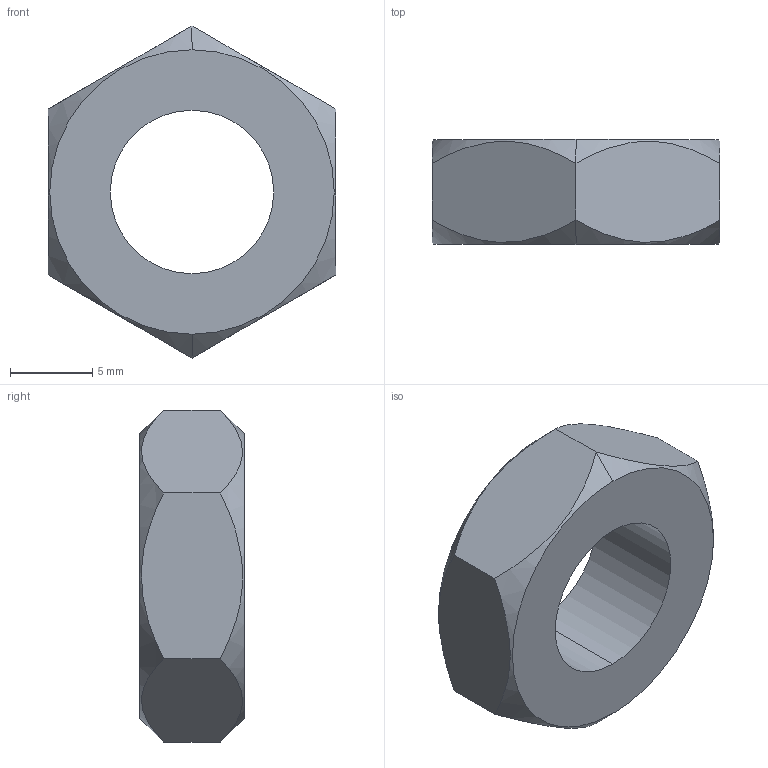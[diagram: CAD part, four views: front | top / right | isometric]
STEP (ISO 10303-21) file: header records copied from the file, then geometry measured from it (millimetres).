
FILE_DESCRIPTION (( 'STEP AP214' ), '1' );
FILE_NAME ('AN-716-20.step', '2017-08-21T12:54:34', ( '' ), ( '' ), 'SwSTEP 2.0', 'SolidWorks 2017', '' );
FILE_SCHEMA (( 'AUTOMOTIVE_DESIGN' ));
Length unit declared in the file: inch
Products named in the file (1): AN-716-20
Bounding box: 17.46 x 6.35 x 20.16 mm (x, y, z)
Volume: 1160.8 mm3; surface area: 912.7 mm2
Topology: 1 solids, 1 shells, 14 faces, 32 edges, 20 vertices
Faces by surface type: plane 8, cone 4, cylinder 2
Entity records: 590 total; most frequent: CARTESIAN_POINT 219, ORIENTED_EDGE 64, DIRECTION 58, EDGE_CURVE 32, AXIS2_PLACEMENT_3D 23, VERTEX_POINT 20, EDGE_LOOP 16, ADVANCED_FACE 14
